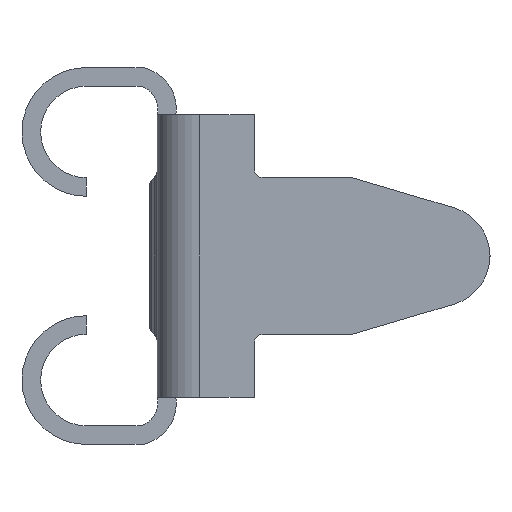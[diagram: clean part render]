
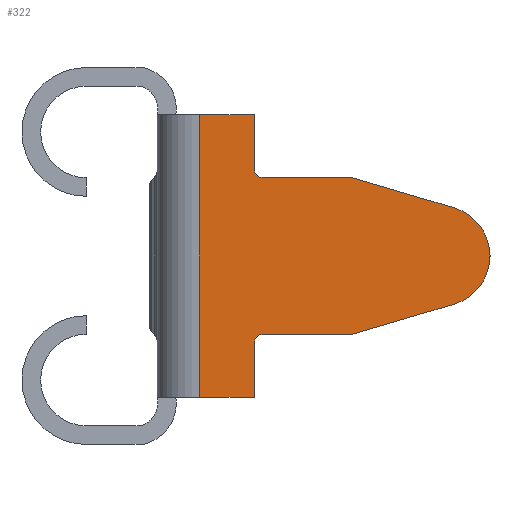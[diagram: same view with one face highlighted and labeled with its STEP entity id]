
A CAD part, left-side view. The second image highlights one B-rep face of the part: STEP entity #322.
In plain terms, the highlighted planar face has unit normal (-1, 0, 0).
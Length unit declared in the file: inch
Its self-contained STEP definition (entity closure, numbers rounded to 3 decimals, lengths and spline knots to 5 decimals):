
#247 = ORIENTED_EDGE ( 'NONE', *, *, #250, .T. ) ;
#248 = EDGE_CURVE ( 'NONE', #251, #467, #1445, .T. ) ;
#249 = ORIENTED_EDGE ( 'NONE', *, *, #248, .T. ) ;
#250 = EDGE_CURVE ( 'NONE', #254, #251, #1441, .T. ) ;
#251 = VERTEX_POINT ( 'NONE', #1437 ) ;
#252 = ORIENTED_EDGE ( 'NONE', *, *, #253, .F. ) ;
#253 = EDGE_CURVE ( 'NONE', #254, #307, #1436, .T. ) ;
#254 = VERTEX_POINT ( 'NONE', #1432 ) ;
#255 = ORIENTED_EDGE ( 'NONE', *, *, #305, .T. ) ;
#301 = EDGE_CURVE ( 'NONE', #306, #303, #1615, .T. ) ;
#302 = ORIENTED_EDGE ( 'NONE', *, *, #301, .T. ) ;
#303 = VERTEX_POINT ( 'NONE', #1524 ) ;
#304 = VERTEX_POINT ( 'NONE', #1614 ) ;
#305 = EDGE_CURVE ( 'NONE', #303, #304, #1645, .T. ) ;
#306 = VERTEX_POINT ( 'NONE', #1625 ) ;
#307 = VERTEX_POINT ( 'NONE', #1578 ) ;
#308 = ORIENTED_EDGE ( 'NONE', *, *, #309, .T. ) ;
#309 = EDGE_CURVE ( 'NONE', #304, #307, #1577, .T. ) ;
#311 = ORIENTED_EDGE ( 'NONE', *, *, #320, .T. ) ;
#317 = VERTEX_POINT ( 'NONE', #1551 ) ;
#318 = VERTEX_POINT ( 'NONE', #1550 ) ;
#320 = EDGE_CURVE ( 'NONE', #318, #317, #1612, .T. ) ;
#321 = EDGE_LOOP ( 'NONE', ( #311, #325, #302, #255, #308, #252, #247, #249, #371, #374, #458, #460 ) ) ;
#322 = ADVANCED_FACE ( 'NONE', ( #1613 ), #1533, .F. ) ;
#325 = ORIENTED_EDGE ( 'NONE', *, *, #390, .T. ) ;
#371 = ORIENTED_EDGE ( 'NONE', *, *, #468, .F. ) ;
#372 = VERTEX_POINT ( 'NONE', #1656 ) ;
#373 = VERTEX_POINT ( 'NONE', #1655 ) ;
#374 = ORIENTED_EDGE ( 'NONE', *, *, #457, .F. ) ;
#375 = VERTEX_POINT ( 'NONE', #1654 ) ;
#390 = EDGE_CURVE ( 'NONE', #317, #306, #1668, .T. ) ;
#457 = EDGE_CURVE ( 'NONE', #375, #373, #1899, .T. ) ;
#458 = ORIENTED_EDGE ( 'NONE', *, *, #459, .F. ) ;
#459 = EDGE_CURVE ( 'NONE', #372, #375, #1891, .T. ) ;
#460 = ORIENTED_EDGE ( 'NONE', *, *, #469, .F. ) ;
#467 = VERTEX_POINT ( 'NONE', #1727 ) ;
#468 = EDGE_CURVE ( 'NONE', #373, #467, #1726, .T. ) ;
#469 = EDGE_CURVE ( 'NONE', #318, #372, #1722, .T. ) ;
#1432 = CARTESIAN_POINT ( 'NONE',  ( -0.412, 0.185, 0.18 ) ) ;
#1433 = DIRECTION ( 'NONE',  ( 0., -1., 0. ) ) ;
#1434 = VECTOR ( 'NONE', #1433, 39.37008 ) ;
#1435 = CARTESIAN_POINT ( 'NONE',  ( -0.412, 0.185, 0.18 ) ) ;
#1436 = LINE ( 'NONE', #1435, #1434 ) ;
#1437 = CARTESIAN_POINT ( 'NONE',  ( -0.412, 0.185, 0. ) ) ;
#1438 = DIRECTION ( 'NONE',  ( 0., 0., -1. ) ) ;
#1439 = VECTOR ( 'NONE', #1438, 39.37008 ) ;
#1440 = CARTESIAN_POINT ( 'NONE',  ( -0.412, 0.185, 0.18 ) ) ;
#1441 = LINE ( 'NONE', #1440, #1439 ) ;
#1442 = DIRECTION ( 'NONE',  ( 0., -1., 0. ) ) ;
#1443 = VECTOR ( 'NONE', #1442, 39.37008 ) ;
#1444 = CARTESIAN_POINT ( 'NONE',  ( -0.412, 0.185, 0. ) ) ;
#1445 = LINE ( 'NONE', #1444, #1443 ) ;
#1524 = CARTESIAN_POINT ( 'NONE',  ( -0.412, 0.145, 0.14 ) ) ;
#1525 = VECTOR ( 'NONE', #1576, 39.37008 ) ;
#1532 = AXIS2_PLACEMENT_3D ( 'NONE', #1561, #1560, #1559 ) ;
#1533 = PLANE ( 'NONE',  #1532 ) ;
#1534 = DIRECTION ( 'NONE',  ( 0., 0., 1. ) ) ;
#1535 = DIRECTION ( 'NONE',  ( -1., 0., 0. ) ) ;
#1539 = DIRECTION ( 'NONE',  ( 0., 0., 1. ) ) ;
#1540 = VECTOR ( 'NONE', #1539, 39.37008 ) ;
#1541 = CARTESIAN_POINT ( 'NONE',  ( -0.412, 0.15, 0.09 ) ) ;
#1549 = CARTESIAN_POINT ( 'NONE',  ( -0.412, -0.11384, 0.14 ) ) ;
#1550 = CARTESIAN_POINT ( 'NONE',  ( -0.412, 0.0229, 0.05932 ) ) ;
#1551 = CARTESIAN_POINT ( 'NONE',  ( -0.412, 0.0229, 0.12068 ) ) ;
#1559 = DIRECTION ( 'NONE',  ( 0., 0., -1. ) ) ;
#1560 = DIRECTION ( 'NONE',  ( 1., 0., 0. ) ) ;
#1561 = CARTESIAN_POINT ( 'NONE',  ( -0.412, 0.185, 0.18 ) ) ;
#1576 = DIRECTION ( 'NONE',  ( 0., 1., 0. ) ) ;
#1577 = LINE ( 'NONE', #1541, #1540 ) ;
#1578 = CARTESIAN_POINT ( 'NONE',  ( -0.412, 0.15, 0.18 ) ) ;
#1609 = DIRECTION ( 'NONE',  ( 0., 0., 1. ) ) ;
#1610 = CARTESIAN_POINT ( 'NONE',  ( -0.412, 0.032, 0.09 ) ) ;
#1611 = AXIS2_PLACEMENT_3D ( 'NONE', #1610, #1535, #1534 ) ;
#1612 = CIRCLE ( 'NONE', #1611, 0.032 ) ;
#1613 = FACE_OUTER_BOUND ( 'NONE', #321, .T. ) ;
#1614 = CARTESIAN_POINT ( 'NONE',  ( -0.412, 0.15, 0.145 ) ) ;
#1615 = LINE ( 'NONE', #1549, #1525 ) ;
#1625 = CARTESIAN_POINT ( 'NONE',  ( -0.412, 0.088, 0.14 ) ) ;
#1642 = AXIS2_PLACEMENT_3D ( 'NONE', #1644, #1643, #1609 ) ;
#1643 = DIRECTION ( 'NONE',  ( 1., 0., 0. ) ) ;
#1644 = CARTESIAN_POINT ( 'NONE',  ( -0.412, 0.145, 0.145 ) ) ;
#1645 = CIRCLE ( 'NONE', #1642, 0.005 ) ;
#1654 = CARTESIAN_POINT ( 'NONE',  ( -0.412, 0.145, 0.04 ) ) ;
#1655 = CARTESIAN_POINT ( 'NONE',  ( -0.412, 0.15, 0.035 ) ) ;
#1656 = CARTESIAN_POINT ( 'NONE',  ( -0.412, 0.088, 0.04 ) ) ;
#1668 = LINE ( 'NONE', #1881, #1880 ) ;
#1719 = DIRECTION ( 'NONE',  ( 0., 0.959, -0.285 ) ) ;
#1720 = VECTOR ( 'NONE', #1719, 39.37008 ) ;
#1721 = CARTESIAN_POINT ( 'NONE',  ( -0.412, -0.11114, 0.0991 ) ) ;
#1722 = LINE ( 'NONE', #1721, #1720 ) ;
#1723 = DIRECTION ( 'NONE',  ( 0., 0., -1. ) ) ;
#1724 = VECTOR ( 'NONE', #1723, 39.37008 ) ;
#1725 = CARTESIAN_POINT ( 'NONE',  ( -0.412, 0.15, 0.09 ) ) ;
#1726 = LINE ( 'NONE', #1725, #1724 ) ;
#1727 = CARTESIAN_POINT ( 'NONE',  ( -0.412, 0.15, 0. ) ) ;
#1879 = DIRECTION ( 'NONE',  ( 0., 0.959, 0.285 ) ) ;
#1880 = VECTOR ( 'NONE', #1879, 39.37008 ) ;
#1881 = CARTESIAN_POINT ( 'NONE',  ( -0.412, -0.11114, 0.0809 ) ) ;
#1888 = DIRECTION ( 'NONE',  ( 0., 1., 0. ) ) ;
#1889 = VECTOR ( 'NONE', #1888, 39.37008 ) ;
#1890 = CARTESIAN_POINT ( 'NONE',  ( -0.412, -0.11384, 0.04 ) ) ;
#1891 = LINE ( 'NONE', #1890, #1889 ) ;
#1892 = DIRECTION ( 'NONE',  ( 0., 0., 1. ) ) ;
#1893 = DIRECTION ( 'NONE',  ( -1., 0., 0. ) ) ;
#1894 = CARTESIAN_POINT ( 'NONE',  ( -0.412, 0.145, 0.035 ) ) ;
#1895 = AXIS2_PLACEMENT_3D ( 'NONE', #1894, #1893, #1892 ) ;
#1899 = CIRCLE ( 'NONE', #1895, 0.005 ) ;
